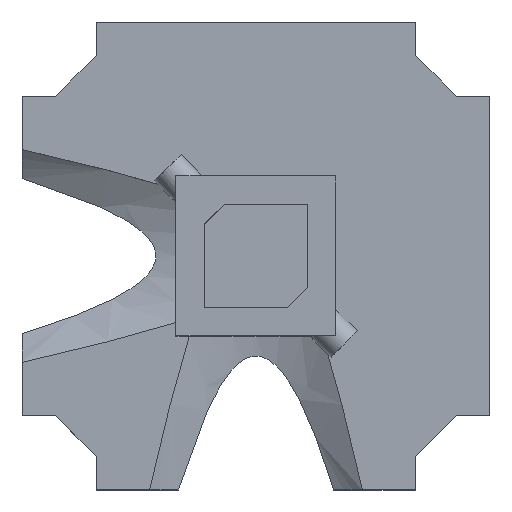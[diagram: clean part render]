
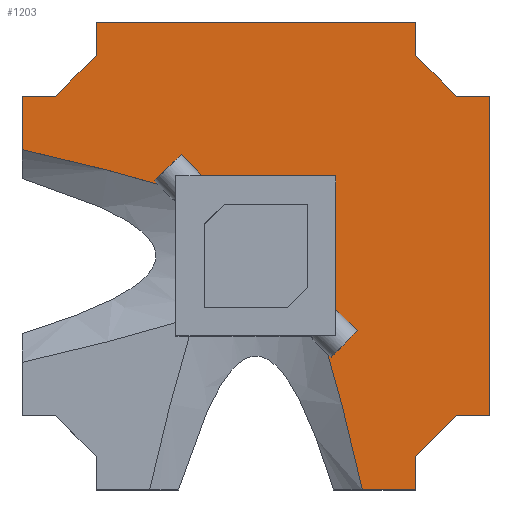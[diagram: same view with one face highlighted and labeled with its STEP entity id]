
A CAD part, top view. The second image highlights one B-rep face of the part: STEP entity #1203.
In plain terms, the highlighted planar face has unit normal (0, 0, 1).
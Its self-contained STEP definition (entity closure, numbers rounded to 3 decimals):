
#51=PLANE('',#1294);
#98=(
BOUNDED_CURVE()
B_SPLINE_CURVE(2,(#1926,#1927,#1928),.UNSPECIFIED.,.F.,.F.)
B_SPLINE_CURVE_WITH_KNOTS((3,3),(0.,1.692),.UNSPECIFIED.)
CURVE()
GEOMETRIC_REPRESENTATION_ITEM()
RATIONAL_B_SPLINE_CURVE((1.,1.008,1.))
REPRESENTATION_ITEM('')
);
#100=(
BOUNDED_CURVE()
B_SPLINE_CURVE(2,(#1944,#1945,#1946),.UNSPECIFIED.,.F.,.F.)
B_SPLINE_CURVE_WITH_KNOTS((3,3),(0.,1.692),.UNSPECIFIED.)
CURVE()
GEOMETRIC_REPRESENTATION_ITEM()
RATIONAL_B_SPLINE_CURVE((1.,1.008,1.))
REPRESENTATION_ITEM('')
);
#114=FACE_OUTER_BOUND('',#175,.T.);
#175=EDGE_LOOP('',(#859,#860,#861,#862,#863,#864,#865,#866,#867,#868,#869,
#870,#871,#872,#873,#874,#875,#876,#877));
#253=LINE('',#1951,#363);
#254=LINE('',#1953,#364);
#255=LINE('',#1955,#365);
#256=LINE('',#1957,#366);
#257=LINE('',#1959,#367);
#258=LINE('',#1961,#368);
#259=LINE('',#1963,#369);
#260=LINE('',#1965,#370);
#261=LINE('',#1967,#371);
#262=LINE('',#1969,#372);
#263=LINE('',#1970,#373);
#264=LINE('',#1972,#374);
#265=LINE('',#1974,#375);
#266=LINE('',#1976,#376);
#267=LINE('',#1977,#377);
#268=LINE('',#1979,#378);
#269=LINE('',#1980,#379);
#363=VECTOR('',#1447,10.);
#364=VECTOR('',#1448,10.);
#365=VECTOR('',#1449,10.);
#366=VECTOR('',#1450,10.);
#367=VECTOR('',#1451,10.);
#368=VECTOR('',#1452,10.);
#369=VECTOR('',#1453,10.);
#370=VECTOR('',#1454,10.);
#371=VECTOR('',#1455,10.);
#372=VECTOR('',#1456,10.);
#373=VECTOR('',#1457,10.);
#374=VECTOR('',#1458,10.);
#375=VECTOR('',#1459,10.);
#376=VECTOR('',#1460,10.);
#377=VECTOR('',#1461,10.);
#378=VECTOR('',#1462,10.);
#379=VECTOR('',#1463,10.);
#531=VERTEX_POINT('',#1923);
#532=VERTEX_POINT('',#1925);
#535=VERTEX_POINT('',#1941);
#536=VERTEX_POINT('',#1943);
#537=VERTEX_POINT('',#1949);
#538=VERTEX_POINT('',#1950);
#539=VERTEX_POINT('',#1952);
#540=VERTEX_POINT('',#1954);
#541=VERTEX_POINT('',#1956);
#542=VERTEX_POINT('',#1958);
#543=VERTEX_POINT('',#1960);
#544=VERTEX_POINT('',#1962);
#545=VERTEX_POINT('',#1964);
#546=VERTEX_POINT('',#1966);
#547=VERTEX_POINT('',#1968);
#548=VERTEX_POINT('',#1971);
#549=VERTEX_POINT('',#1973);
#550=VERTEX_POINT('',#1975);
#551=VERTEX_POINT('',#1978);
#661=EDGE_CURVE('',#532,#531,#98,.T.);
#665=EDGE_CURVE('',#536,#535,#100,.T.);
#667=EDGE_CURVE('',#537,#538,#253,.T.);
#668=EDGE_CURVE('',#538,#539,#254,.T.);
#669=EDGE_CURVE('',#539,#540,#255,.T.);
#670=EDGE_CURVE('',#540,#541,#256,.T.);
#671=EDGE_CURVE('',#541,#542,#257,.T.);
#672=EDGE_CURVE('',#542,#543,#258,.T.);
#673=EDGE_CURVE('',#543,#544,#259,.T.);
#674=EDGE_CURVE('',#544,#545,#260,.T.);
#675=EDGE_CURVE('',#545,#546,#261,.T.);
#676=EDGE_CURVE('',#546,#547,#262,.T.);
#677=EDGE_CURVE('',#547,#536,#263,.T.);
#678=EDGE_CURVE('',#548,#535,#264,.T.);
#679=EDGE_CURVE('',#549,#548,#265,.T.);
#680=EDGE_CURVE('',#550,#549,#266,.T.);
#681=EDGE_CURVE('',#532,#550,#267,.T.);
#682=EDGE_CURVE('',#531,#551,#268,.T.);
#683=EDGE_CURVE('',#551,#537,#269,.T.);
#859=ORIENTED_EDGE('',*,*,#667,.T.);
#860=ORIENTED_EDGE('',*,*,#668,.T.);
#861=ORIENTED_EDGE('',*,*,#669,.T.);
#862=ORIENTED_EDGE('',*,*,#670,.T.);
#863=ORIENTED_EDGE('',*,*,#671,.T.);
#864=ORIENTED_EDGE('',*,*,#672,.T.);
#865=ORIENTED_EDGE('',*,*,#673,.T.);
#866=ORIENTED_EDGE('',*,*,#674,.T.);
#867=ORIENTED_EDGE('',*,*,#675,.T.);
#868=ORIENTED_EDGE('',*,*,#676,.T.);
#869=ORIENTED_EDGE('',*,*,#677,.T.);
#870=ORIENTED_EDGE('',*,*,#665,.T.);
#871=ORIENTED_EDGE('',*,*,#678,.F.);
#872=ORIENTED_EDGE('',*,*,#679,.F.);
#873=ORIENTED_EDGE('',*,*,#680,.F.);
#874=ORIENTED_EDGE('',*,*,#681,.F.);
#875=ORIENTED_EDGE('',*,*,#661,.T.);
#876=ORIENTED_EDGE('',*,*,#682,.T.);
#877=ORIENTED_EDGE('',*,*,#683,.T.);
#1203=ADVANCED_FACE('',(#114),#51,.T.);
#1294=AXIS2_PLACEMENT_3D('',#1948,#1445,#1446);
#1445=DIRECTION('center_axis',(0.,0.,1.));
#1446=DIRECTION('ref_axis',(1.,0.,0.));
#1447=DIRECTION('',(0.707,0.707,0.));
#1448=DIRECTION('',(1.,0.,0.));
#1449=DIRECTION('',(0.,1.,0.));
#1450=DIRECTION('',(-1.,0.,0.));
#1451=DIRECTION('',(-0.707,0.707,0.));
#1452=DIRECTION('',(0.,1.,0.));
#1453=DIRECTION('',(-1.,0.,0.));
#1454=DIRECTION('',(0.,-1.,0.));
#1455=DIRECTION('',(-0.707,-0.707,0.));
#1456=DIRECTION('',(-1.,0.,0.));
#1457=DIRECTION('',(0.,-1.,0.));
#1458=DIRECTION('',(0.,-1.,0.));
#1459=DIRECTION('',(-1.,0.,0.));
#1460=DIRECTION('',(0.,1.,0.));
#1461=DIRECTION('',(1.,0.,0.));
#1462=DIRECTION('',(1.,0.,0.));
#1463=DIRECTION('',(0.,1.,0.));
#1923=CARTESIAN_POINT('',(-9.616,-3.97,16.));
#1925=CARTESIAN_POINT('',(-13.829,12.409,16.));
#1926=CARTESIAN_POINT('Ctrl Pts',(-13.829,12.409,16.));
#1927=CARTESIAN_POINT('Ctrl Pts',(-11.866,6.093,16.));
#1928=CARTESIAN_POINT('Ctrl Pts',(-9.616,-3.97,16.));
#1941=CARTESIAN_POINT('',(-29.451,28.031,16.));
#1943=CARTESIAN_POINT('',(-45.83,32.244,16.));
#1944=CARTESIAN_POINT('Ctrl Pts',(-45.83,32.244,16.));
#1945=CARTESIAN_POINT('Ctrl Pts',(-35.767,29.994,16.));
#1946=CARTESIAN_POINT('Ctrl Pts',(-29.451,28.031,16.));
#1948=CARTESIAN_POINT('Origin',(-20.93,20.93,16.));
#1949=CARTESIAN_POINT('',(-3.971,-0.437,16.));
#1950=CARTESIAN_POINT('',(0.395,3.93,16.));
#1951=CARTESIAN_POINT('',(-3.971,-0.437,16.));
#1952=CARTESIAN_POINT('',(3.97,3.93,16.));
#1953=CARTESIAN_POINT('',(0.395,3.93,16.));
#1954=CARTESIAN_POINT('',(3.97,37.93,16.));
#1955=CARTESIAN_POINT('',(3.97,3.93,16.));
#1956=CARTESIAN_POINT('',(0.395,37.93,16.));
#1957=CARTESIAN_POINT('',(3.97,37.93,16.));
#1958=CARTESIAN_POINT('',(-3.93,42.255,16.));
#1959=CARTESIAN_POINT('',(0.395,37.93,16.));
#1960=CARTESIAN_POINT('',(-3.93,45.83,16.));
#1961=CARTESIAN_POINT('',(-3.93,42.255,16.));
#1962=CARTESIAN_POINT('',(-37.93,45.83,16.));
#1963=CARTESIAN_POINT('',(-3.93,45.83,16.));
#1964=CARTESIAN_POINT('',(-37.93,42.255,16.));
#1965=CARTESIAN_POINT('',(-37.93,45.83,16.));
#1966=CARTESIAN_POINT('',(-42.255,37.93,16.));
#1967=CARTESIAN_POINT('',(-37.93,42.255,16.));
#1968=CARTESIAN_POINT('',(-45.83,37.93,16.));
#1969=CARTESIAN_POINT('',(-42.255,37.93,16.));
#1970=CARTESIAN_POINT('',(-45.83,37.93,16.));
#1971=CARTESIAN_POINT('',(-29.451,29.409,16.));
#1972=CARTESIAN_POINT('',(-29.451,25.17,16.));
#1973=CARTESIAN_POINT('',(-12.451,29.409,16.));
#1974=CARTESIAN_POINT('',(-16.69,29.409,16.));
#1975=CARTESIAN_POINT('',(-12.451,12.409,16.));
#1976=CARTESIAN_POINT('',(-12.451,16.67,16.));
#1977=CARTESIAN_POINT('',(-25.19,12.409,16.));
#1978=CARTESIAN_POINT('',(-3.971,-3.97,16.));
#1979=CARTESIAN_POINT('',(-9.616,-3.97,16.));
#1980=CARTESIAN_POINT('',(-3.971,-3.97,16.));
